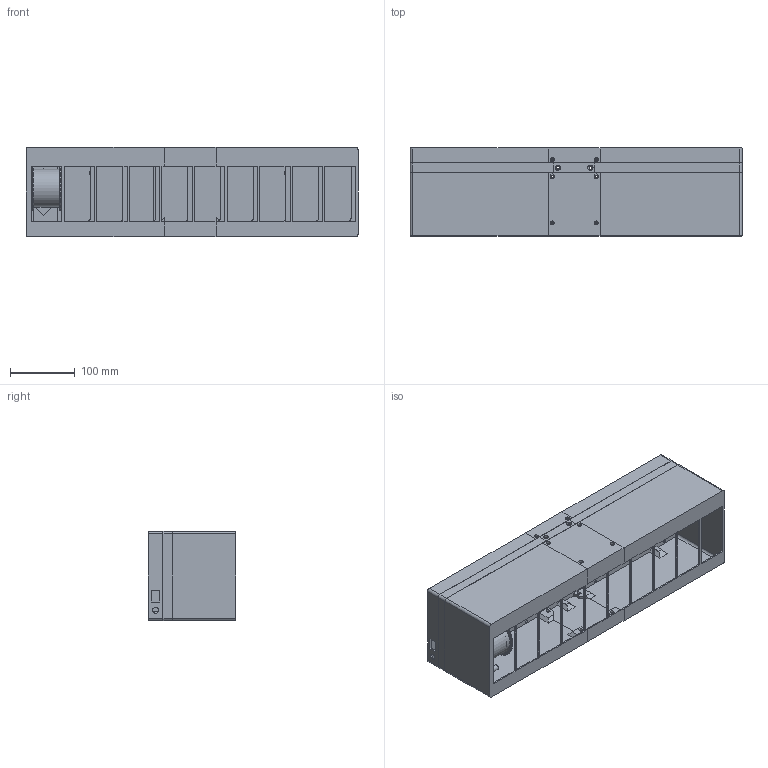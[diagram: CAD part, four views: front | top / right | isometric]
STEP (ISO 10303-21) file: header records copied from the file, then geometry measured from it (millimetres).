
FILE_DESCRIPTION(/* description */ (''),/* implementation_level */ '2;1');
FILE_NAME(/* name */ 'SplitFlap v73.step',/* time_stamp */ '2021-07-13T17:33:47+02:00',/* author */ (''),/* organization */ (''),/* preprocessor_version */ 'ST-DEVELOPER v18.1',/* originating_system */ 'Autodesk Translation Framework v10.9.0.1377',/* authorisation */ '');
FILE_SCHEMA (('AUTOMOTIVE_DESIGN { 1 0 10303 214 3 1 1 }'));
Length unit declared in the file: millimetre
Products named in the file (7): SplitFlap; BigRotor; MiniRotor; Frame; HousingFrame; FrameBack; FrameFront
Assembly tree (6 placements, depth 2):
  SplitFlap
    BigRotor
    MiniRotor
    Frame
    HousingFrame
    FrameBack
    FrameFront
Bounding box: 513.2 x 135.8 x 138 mm (x, y, z)
Volume: 1441034.5 mm3; surface area: 732028.7 mm2
Topology: 12 solids, 12 shells, 1777 faces, 4774 edges, 3132 vertices
Faces by surface type: plane 1262, cylinder 450, cone 59, bspline 6
Full cylindrical faces by diameter (mm): 1 x2, 1.8 x2, 2.1 x1, 2.3 x2, 3 x4, 3.2 x2, 3.3 x38, 3.4 x40, 3.7 x1, 3.8 x2, 4 x14, 4.3 x8, 4.4 x2, 5.15 x1, 6 x14, 6.2 x40, 6.4 x4, 8 x5, 9.2 x1, 14 x4, 55.2 x1, 55.3 x1, 58.5 x1, 69.3 x2
Entity records: 56646 total; most frequent: CARTESIAN_POINT 10218, ORIENTED_EDGE 9548, DIRECTION 9309, EDGE_CURVE 4774, LINE 3597, VECTOR 3597, VERTEX_POINT 3132, AXIS2_PLACEMENT_3D 2856
